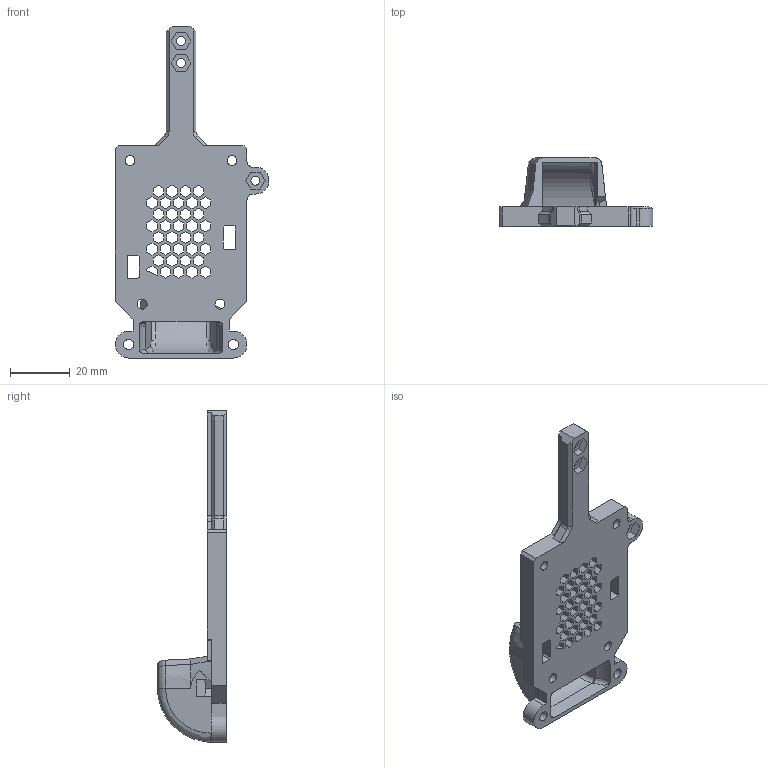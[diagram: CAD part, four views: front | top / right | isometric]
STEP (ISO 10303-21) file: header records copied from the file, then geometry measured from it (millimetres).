
FILE_DESCRIPTION(/* description */ (''),/* implementation_level */ '2;1');
FILE_NAME(/* name */ 'printhead vz_back_corexy eva 2.4 update.step',/* time_stamp */ '2022-06-05T21:44:52+01:00',/* author */ (''),/* organization */ (''),/* preprocessor_version */ 'ST-DEVELOPER v19',/* originating_system */ 'Autodesk Translation Framework v11.7.0.108',/* authorisation */ '');
FILE_SCHEMA (('AUTOMOTIVE_DESIGN { 1 0 10303 214 3 1 1 }'));
Length unit declared in the file: millimetre
Products named in the file (1): printhead vz_back_corexy eva 2.4 update
Bounding box: 51.43 x 23 x 111 mm (x, y, z)
Volume: 18898.4 mm3; surface area: 14083.8 mm2
Topology: 1 solids, 1 shells, 443 faces, 1267 edges, 827 vertices
Faces by surface type: plane 356, cylinder 41, bspline 28, cone 11, torus 7
Full cylindrical faces by diameter (mm): 3 x3, 3.3 x4, 3.4 x2
Entity records: 15437 total; most frequent: CARTESIAN_POINT 3784, ORIENTED_EDGE 2532, DIRECTION 2160, EDGE_CURVE 1266, LINE 1072, VECTOR 1072, VERTEX_POINT 827, AXIS2_PLACEMENT_3D 544
